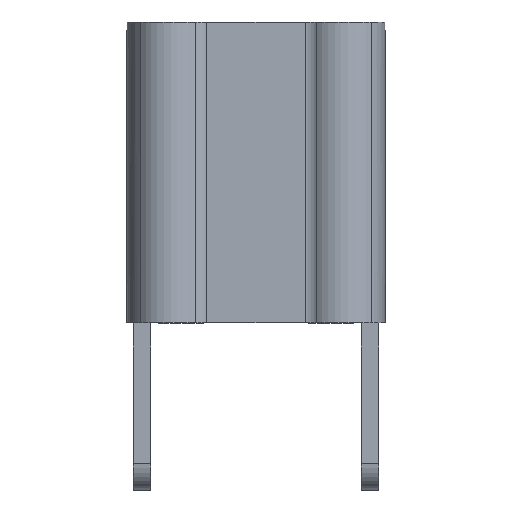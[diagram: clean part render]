
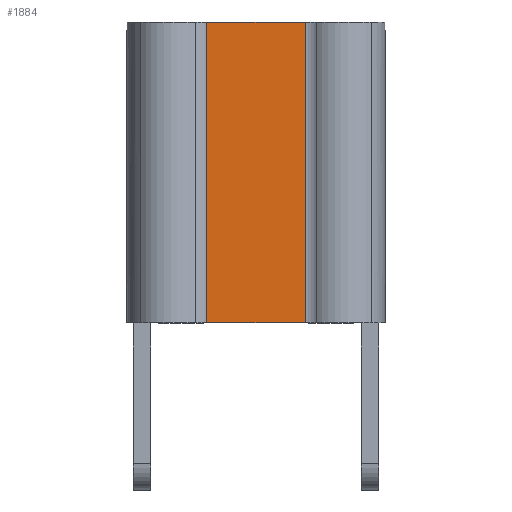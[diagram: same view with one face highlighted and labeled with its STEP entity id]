
A CAD part, top view. The second image highlights one B-rep face of the part: STEP entity #1884.
In plain terms, the highlighted planar face has unit normal (0, 0, 1).
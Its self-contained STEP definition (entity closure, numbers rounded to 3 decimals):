
#24 = ORIENTED_EDGE ( 'NONE', *, *, #1180, .T. ) ;
#53 = AXIS2_PLACEMENT_3D ( 'NONE', #1421, #75, #674 ) ;
#75 = DIRECTION ( 'NONE',  ( 0., 0., -1. ) ) ;
#179 = DIRECTION ( 'NONE',  ( 1., 0., 0. ) ) ;
#264 = CARTESIAN_POINT ( 'NONE',  ( -1.122, 6.86, 0. ) ) ;
#378 = DIRECTION ( 'NONE',  ( 1., 0., 0. ) ) ;
#423 = FACE_OUTER_BOUND ( 'NONE', #1181, .T. ) ;
#466 = CARTESIAN_POINT ( 'NONE',  ( -1.122, 6.86, 0. ) ) ;
#650 = CARTESIAN_POINT ( 'NONE',  ( -1.122, 6.86, 0. ) ) ;
#674 = DIRECTION ( 'NONE',  ( -1., 0., 0. ) ) ;
#736 = ORIENTED_EDGE ( 'NONE', *, *, #1390, .T. ) ;
#834 = CARTESIAN_POINT ( 'NONE',  ( 1.122, 6.86, 0. ) ) ;
#963 = VERTEX_POINT ( 'NONE', #1778 ) ;
#1018 = DIRECTION ( 'NONE',  ( 0., -1., 0. ) ) ;
#1022 = VERTEX_POINT ( 'NONE', #1714 ) ;
#1027 = ORIENTED_EDGE ( 'NONE', *, *, #1655, .F. ) ;
#1070 = CARTESIAN_POINT ( 'NONE',  ( -1.122, 0., 0. ) ) ;
#1144 = LINE ( 'NONE', #834, #1237 ) ;
#1164 = ORIENTED_EDGE ( 'NONE', *, *, #1465, .F. ) ;
#1180 = EDGE_CURVE ( 'NONE', #1294, #1022, #1799, .T. ) ;
#1181 = EDGE_LOOP ( 'NONE', ( #24, #1164, #1027, #736 ) ) ;
#1237 = VECTOR ( 'NONE', #1018, 1000. ) ;
#1245 = CARTESIAN_POINT ( 'NONE',  ( -1.122, 0., 0. ) ) ;
#1269 = VECTOR ( 'NONE', #1888, 1000. ) ;
#1294 = VERTEX_POINT ( 'NONE', #1245 ) ;
#1390 = EDGE_CURVE ( 'NONE', #1755, #1294, #1619, .T. ) ;
#1421 = CARTESIAN_POINT ( 'NONE',  ( -1.122, 6.86, 0. ) ) ;
#1465 = EDGE_CURVE ( 'NONE', #963, #1022, #1144, .T. ) ;
#1566 = PLANE ( 'NONE',  #53 ) ;
#1585 = VECTOR ( 'NONE', #179, 1000. ) ;
#1587 = VECTOR ( 'NONE', #378, 1000. ) ;
#1619 = LINE ( 'NONE', #264, #1269 ) ;
#1655 = EDGE_CURVE ( 'NONE', #1755, #963, #1806, .T. ) ;
#1714 = CARTESIAN_POINT ( 'NONE',  ( 1.122, 0., 0. ) ) ;
#1755 = VERTEX_POINT ( 'NONE', #650 ) ;
#1778 = CARTESIAN_POINT ( 'NONE',  ( 1.122, 6.86, 0. ) ) ;
#1799 = LINE ( 'NONE', #1070, #1585 ) ;
#1806 = LINE ( 'NONE', #466, #1587 ) ;
#1884 = ADVANCED_FACE ( 'NONE', ( #423 ), #1566, .F. ) ;
#1888 = DIRECTION ( 'NONE',  ( 0., -1., 0. ) ) ;
